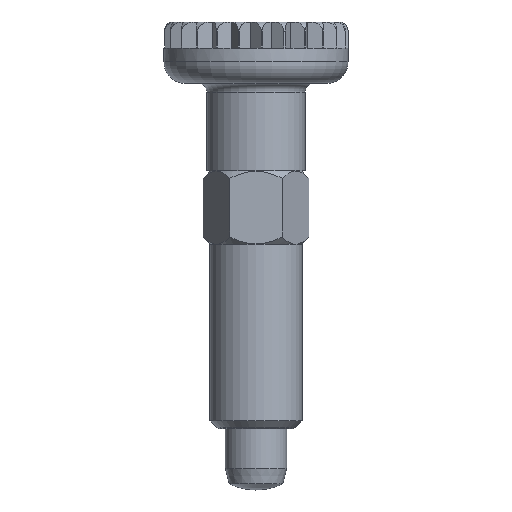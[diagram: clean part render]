
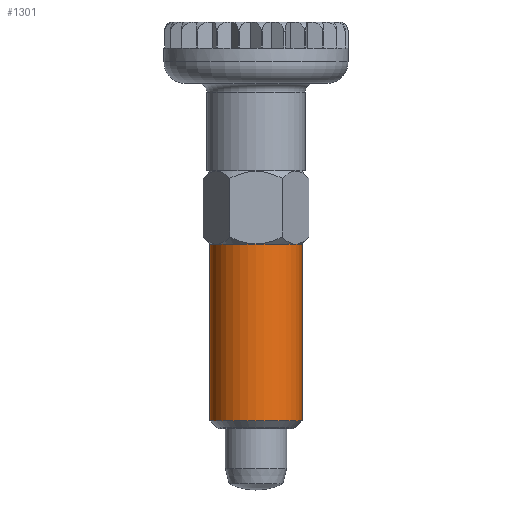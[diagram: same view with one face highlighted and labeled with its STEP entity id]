
A CAD part, front view. The second image highlights one B-rep face of the part: STEP entity #1301.
In plain terms, the highlighted cylindrical face has radius 3 mm (diameter 6 mm), a partial arc.
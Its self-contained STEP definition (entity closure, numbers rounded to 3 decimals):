
#929=EDGE_CURVE('',#1365,#1919,#2500,.T.);
#1041=VERTEX_POINT('',#2620);
#1285=EDGE_CURVE('',#1041,#1365,#2887,.T.);
#1301=ADVANCED_FACE('',(#2906),#2907,.T.);
#1339=EDGE_CURVE('',#1919,#2081,#2947,.T.);
#1365=VERTEX_POINT('',#2974);
#1903=EDGE_CURVE('',#1041,#2081,#3572,.T.);
#1919=VERTEX_POINT('',#3588);
#2081=VERTEX_POINT('',#3764);
#2500=CIRCLE('',#4311,3.);
#2620=CARTESIAN_POINT('',(3.0,0.,0.));
#2887=LINE('',#5102,#5103);
#2906=FACE_OUTER_BOUND('',#5126,.T.);
#2907=CYLINDRICAL_SURFACE('',#5127,3.);
#2947=LINE('',#5199,#5200);
#2974=CARTESIAN_POINT('',(3.0,0.,-11.5));
#3572=CIRCLE('',#6387,3.);
#3588=CARTESIAN_POINT('',(-3.,0.,-11.5));
#3764=CARTESIAN_POINT('',(-3.,0.,0.));
#4311=AXIS2_PLACEMENT_3D('',#7414,#7415,#7416);
#5102=CARTESIAN_POINT('',(3.0,0.,-5.75));
#5103=VECTOR('',#7838,1.0);
#5126=EDGE_LOOP('',(#7866,#7867,#7868,#7869));
#5127=AXIS2_PLACEMENT_3D('',#7870,#7871,#7872);
#5199=CARTESIAN_POINT('',(-3.,0.,-5.75));
#5200=VECTOR('',#7904,1.0);
#6387=AXIS2_PLACEMENT_3D('',#8587,#8588,#8589);
#7414=CARTESIAN_POINT('',(0.,0.,-11.5));
#7415=DIRECTION('',(0.0,0.0,-1.0));
#7416=DIRECTION('',(1.0,0.,0.0));
#7838=DIRECTION('',(0.0,0.0,-1.0));
#7866=ORIENTED_EDGE('',*,*,#1285,.F.);
#7867=ORIENTED_EDGE('',*,*,#1903,.T.);
#7868=ORIENTED_EDGE('',*,*,#1339,.F.);
#7869=ORIENTED_EDGE('',*,*,#929,.F.);
#7870=CARTESIAN_POINT('',(0.,0.,-5.75));
#7871=DIRECTION('',(-0.0,-0.0,1.0));
#7872=DIRECTION('',(1.0,0.,0.0));
#7904=DIRECTION('',(-0.0,-0.0,1.0));
#8587=CARTESIAN_POINT('',(0.,0.,0.));
#8588=DIRECTION('',(0.0,0.0,-1.0));
#8589=DIRECTION('',(1.0,0.,0.0));
